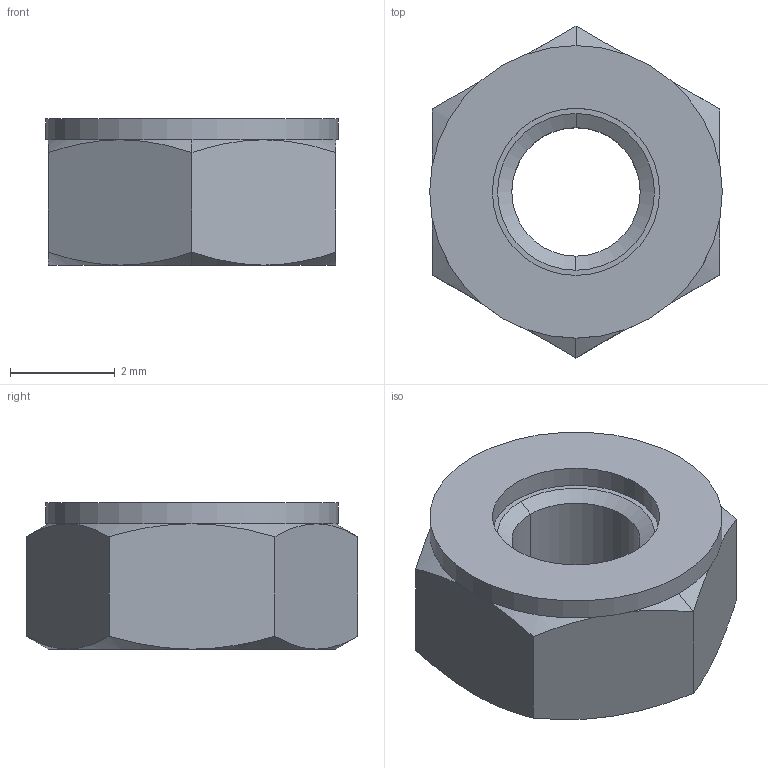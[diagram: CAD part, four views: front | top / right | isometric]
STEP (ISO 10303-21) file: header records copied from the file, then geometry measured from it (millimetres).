
FILE_DESCRIPTION(/* description */ (''),/* implementation_level */ '2;1');
FILE_NAME(/* name */ 'CERN_FEASTMP_V3_KIT_Part2.stp',/* time_stamp */ '2015-03-23T15:23:30+01:00',/* author */ ('admchouv'),/* organization */ (''),/* preprocessor_version */ 'ST-DEVELOPER v15.5',/* originating_system */ 'AutoCAD Mechanical',/* authorisation */ '');
FILE_SCHEMA (('AUTOMOTIVE_DESIGN { 1 0 10303 214 3 1 1 }'));
Length unit declared in the file: millimetre
Products named in the file (1): Product
Bounding box: 5.6 x 6.35 x 2.8 mm (x, y, z)
Volume: 57.4 mm3; surface area: 147.2 mm2
Topology: 2 solids, 2 shells, 34 faces, 70 edges, 40 vertices
Faces by surface type: cone 20, plane 10, cylinder 4
Full cylindrical faces by diameter (mm): 3.2 x1, 5.6 x1
Entity records: 887 total; most frequent: CARTESIAN_POINT 191, DIRECTION 142, ORIENTED_EDGE 136, EDGE_CURVE 68, AXIS2_PLACEMENT_3D 63, EDGE_LOOP 40, VERTEX_POINT 40, FACE_OUTER_BOUND 34
